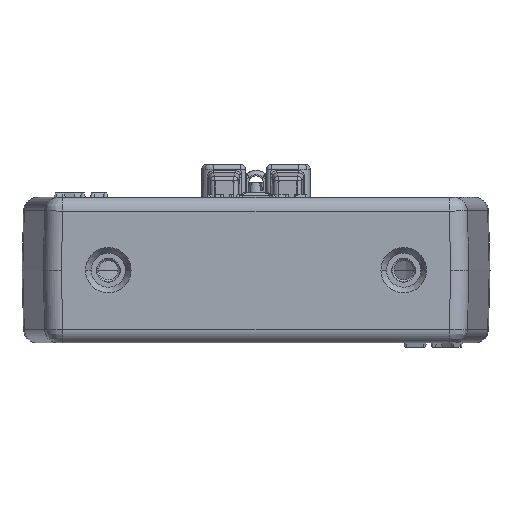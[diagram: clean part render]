
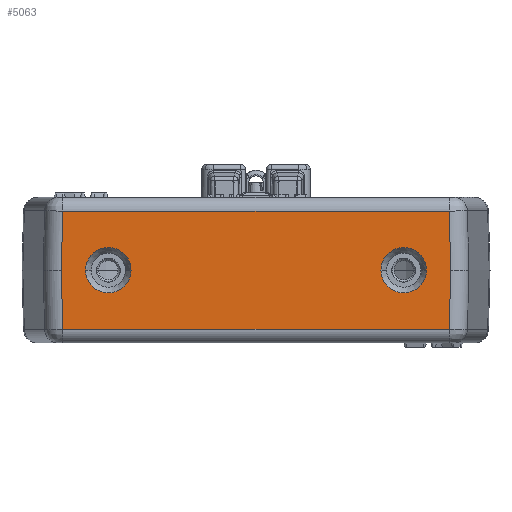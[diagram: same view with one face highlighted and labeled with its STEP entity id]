
A CAD part, front view. The second image highlights one B-rep face of the part: STEP entity #5063.
In plain terms, the highlighted planar face has unit normal (0, -1, 0).
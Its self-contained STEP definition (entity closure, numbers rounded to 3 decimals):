
#2844 = CARTESIAN_POINT ( 'NONE',  ( 65., -109., 0. ) ) ;
#2845 = DIRECTION ( 'NONE',  ( 0., -1., 0. ) ) ;
#2846 = DIRECTION ( 'NONE',  ( 1., 0., 0. ) ) ;
#3054 = CARTESIAN_POINT ( 'NONE',  ( -65., -109., 0. ) ) ;
#3060 = DIRECTION ( 'NONE',  ( 0., -1., 0. ) ) ;
#3061 = DIRECTION ( 'NONE',  ( 1., 0., 0. ) ) ;
#3234 = CARTESIAN_POINT ( 'NONE',  ( -85.045, -109., 26. ) ) ;
#3239 = CARTESIAN_POINT ( 'NONE',  ( 85.045, -109., 26. ) ) ;
#3498 = VERTEX_POINT ( 'NONE', #7883 ) ;
#3501 = VERTEX_POINT ( 'NONE', #7887 ) ;
#3502 = VERTEX_POINT ( 'NONE', #7888 ) ;
#3503 = VERTEX_POINT ( 'NONE', #7890 ) ;
#3556 = VERTEX_POINT ( 'NONE', #7943 ) ;
#3563 = VERTEX_POINT ( 'NONE', #7950 ) ;
#3579 = VERTEX_POINT ( 'NONE', #7966 ) ;
#3581 = VERTEX_POINT ( 'NONE', #7968 ) ;
#3662 = ORIENTED_EDGE ( 'NONE', *, *, #4675, .T. ) ;
#3667 = ORIENTED_EDGE ( 'NONE', *, *, #4666, .T. ) ;
#3668 = ORIENTED_EDGE ( 'NONE', *, *, #4472, .T. ) ;
#3669 = ORIENTED_EDGE ( 'NONE', *, *, #4672, .T. ) ;
#3670 = ORIENTED_EDGE ( 'NONE', *, *, #4678, .T. ) ;
#3671 = ORIENTED_EDGE ( 'NONE', *, *, #4674, .F. ) ;
#3672 = ORIENTED_EDGE ( 'NONE', *, *, #6725, .F. ) ;
#3674 = ORIENTED_EDGE ( 'NONE', *, *, #4676, .F. ) ;
#3676 = ORIENTED_EDGE ( 'NONE', *, *, #4665, .T. ) ;
#3722 = ORIENTED_EDGE ( 'NONE', *, *, #6808, .F. ) ;
#4472 = EDGE_CURVE ( 'NONE', #7410, #7405, #8700, .T. ) ;
#4665 = EDGE_CURVE ( 'NONE', #3498, #3501, #9002, .T. ) ;
#4666 = EDGE_CURVE ( 'NONE', #7405, #3498, #9004, .T. ) ;
#4672 = EDGE_CURVE ( 'NONE', #3503, #7410, #9012, .T. ) ;
#4674 = EDGE_CURVE ( 'NONE', #3581, #3563, #9017, .T. ) ;
#4675 = EDGE_CURVE ( 'NONE', #3502, #3503, #9015, .T. ) ;
#4676 = EDGE_CURVE ( 'NONE', #3579, #3556, #9019, .T. ) ;
#4678 = EDGE_CURVE ( 'NONE', #3501, #3502, #9018, .T. ) ;
#5063 = ADVANCED_FACE ( 'NONE', ( #10472, #10479, #10481 ), #11332, .F. ) ;
#5470 = EDGE_LOOP ( 'NONE', ( #3674, #3672 ) ) ;
#5473 = EDGE_LOOP ( 'NONE', ( #3671, #3722 ) ) ;
#5474 = EDGE_LOOP ( 'NONE', ( #3676, #3670, #3662, #3669, #3668, #3667 ) ) ;
#6725 = EDGE_CURVE ( 'NONE', #3556, #3579, #10854, .T. ) ;
#6808 = EDGE_CURVE ( 'NONE', #3563, #3581, #10974, .T. ) ;
#7007 = AXIS2_PLACEMENT_3D ( 'NONE', #9858, #9859, #9860 ) ;
#7010 = AXIS2_PLACEMENT_3D ( 'NONE', #9855, #9864, #9865 ) ;
#7149 = AXIS2_PLACEMENT_3D ( 'NONE', #11331, #11333, #11334 ) ;
#7292 = AXIS2_PLACEMENT_3D ( 'NONE', #2844, #2845, #2846 ) ;
#7342 = AXIS2_PLACEMENT_3D ( 'NONE', #3054, #3060, #3061 ) ;
#7405 = VERTEX_POINT ( 'NONE', #3234 ) ;
#7410 = VERTEX_POINT ( 'NONE', #3239 ) ;
#7883 = CARTESIAN_POINT ( 'NONE',  ( -85.729, -109., 0. ) ) ;
#7887 = CARTESIAN_POINT ( 'NONE',  ( -85.045, -109., -26. ) ) ;
#7888 = CARTESIAN_POINT ( 'NONE',  ( 85.045, -109., -26. ) ) ;
#7890 = CARTESIAN_POINT ( 'NONE',  ( 85.729, -109., 0. ) ) ;
#7943 = CARTESIAN_POINT ( 'NONE',  ( 55., -109., 0. ) ) ;
#7950 = CARTESIAN_POINT ( 'NONE',  ( -75., -109., 0. ) ) ;
#7966 = CARTESIAN_POINT ( 'NONE',  ( 75., -109., 0. ) ) ;
#7968 = CARTESIAN_POINT ( 'NONE',  ( -55., -109., 0. ) ) ;
#8692 = VECTOR ( 'NONE', #9364, 1000. ) ;
#8700 = LINE ( 'NONE', #9358, #8692 ) ;
#9002 = LINE ( 'NONE', #9837, #9003 ) ;
#9003 = VECTOR ( 'NONE', #9838, 1000. ) ;
#9004 = LINE ( 'NONE', #9839, #9005 ) ;
#9005 = VECTOR ( 'NONE', #9840, 1000. ) ;
#9006 = VECTOR ( 'NONE', #9854, 1000. ) ;
#9012 = LINE ( 'NONE', #9853, #9006 ) ;
#9014 = VECTOR ( 'NONE', #9862, 1000. ) ;
#9015 = LINE ( 'NONE', #9861, #9014 ) ;
#9017 = CIRCLE ( 'NONE', #7007, 10. ) ;
#9018 = LINE ( 'NONE', #9870, #9020 ) ;
#9019 = CIRCLE ( 'NONE', #7010, 10. ) ;
#9020 = VECTOR ( 'NONE', #9871, 1000. ) ;
#9358 = CARTESIAN_POINT ( 'NONE',  ( -84.887, -109., 26. ) ) ;
#9364 = DIRECTION ( 'NONE',  ( -1., 0., 0. ) ) ;
#9837 = CARTESIAN_POINT ( 'NONE',  ( -84.892, -109., -31.809 ) ) ;
#9838 = DIRECTION ( 'NONE',  ( 0.026, 0., -1. ) ) ;
#9839 = CARTESIAN_POINT ( 'NONE',  ( -84.893, -109., 31.787 ) ) ;
#9840 = DIRECTION ( 'NONE',  ( -0.026, 0., -1. ) ) ;
#9853 = CARTESIAN_POINT ( 'NONE',  ( 84.764, -109., 36.676 ) ) ;
#9854 = DIRECTION ( 'NONE',  ( -0.026, 0., 1. ) ) ;
#9855 = CARTESIAN_POINT ( 'NONE',  ( 65., -109., 0. ) ) ;
#9858 = CARTESIAN_POINT ( 'NONE',  ( -65., -109., 0. ) ) ;
#9859 = DIRECTION ( 'NONE',  ( 0., -1., 0. ) ) ;
#9860 = DIRECTION ( 'NONE',  ( 1., 0., 0. ) ) ;
#9861 = CARTESIAN_POINT ( 'NONE',  ( 85.734, -109., 0.191 ) ) ;
#9862 = DIRECTION ( 'NONE',  ( 0.026, 0., 1. ) ) ;
#9864 = DIRECTION ( 'NONE',  ( 0., -1., 0. ) ) ;
#9865 = DIRECTION ( 'NONE',  ( 1., 0., 0. ) ) ;
#9870 = CARTESIAN_POINT ( 'NONE',  ( 84.887, -109., -26. ) ) ;
#9871 = DIRECTION ( 'NONE',  ( 1., 0., 0. ) ) ;
#10472 = FACE_BOUND ( 'NONE', #5470, .T. ) ;
#10479 = FACE_BOUND ( 'NONE', #5473, .T. ) ;
#10481 = FACE_OUTER_BOUND ( 'NONE', #5474, .T. ) ;
#10854 = CIRCLE ( 'NONE', #7292, 10. ) ;
#10974 = CIRCLE ( 'NONE', #7342, 10. ) ;
#11331 = CARTESIAN_POINT ( 'NONE',  ( -93., -109., 32. ) ) ;
#11332 = PLANE ( 'NONE',  #7149 ) ;
#11333 = DIRECTION ( 'NONE',  ( 0., 1., 0. ) ) ;
#11334 = DIRECTION ( 'NONE',  ( -1., 0., 0. ) ) ;
